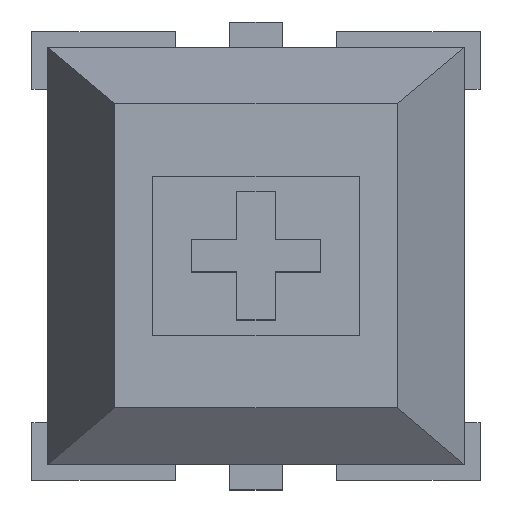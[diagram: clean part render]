
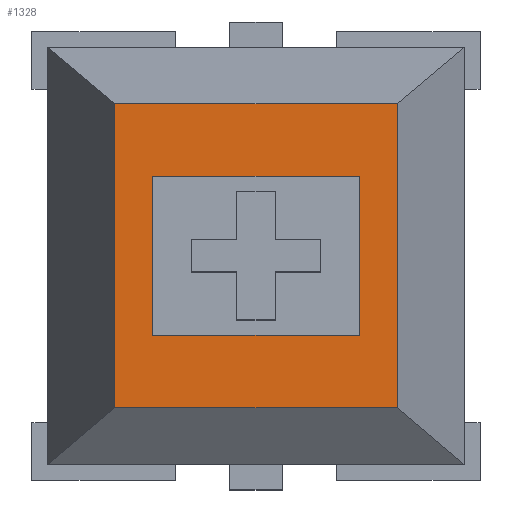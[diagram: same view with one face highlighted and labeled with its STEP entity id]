
A CAD part, top view. The second image highlights one B-rep face of the part: STEP entity #1328.
In plain terms, the highlighted planar face has unit normal (0, 0, 1).
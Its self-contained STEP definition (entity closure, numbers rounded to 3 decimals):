
#1237 = VERTEX_POINT('',#1238);
#1238 = CARTESIAN_POINT('',(-4.935,5.335,10.975));
#1244 = EDGE_CURVE('',#1245,#1237,#1247,.T.);
#1245 = VERTEX_POINT('',#1246);
#1246 = CARTESIAN_POINT('',(4.935,5.335,10.975));
#1247 = LINE('',#1248,#1249);
#1248 = CARTESIAN_POINT('',(-4.935,5.335,10.975));
#1249 = VECTOR('',#1250,1.);
#1250 = DIRECTION('',(-1.,0.,0.));
#1268 = EDGE_CURVE('',#1269,#1245,#1271,.T.);
#1269 = VERTEX_POINT('',#1270);
#1270 = CARTESIAN_POINT('',(4.935,-5.285,10.975));
#1271 = LINE('',#1272,#1273);
#1272 = CARTESIAN_POINT('',(4.935,-5.285,10.975));
#1273 = VECTOR('',#1274,1.);
#1274 = DIRECTION('',(0.,1.,0.));
#1292 = VERTEX_POINT('',#1293);
#1293 = CARTESIAN_POINT('',(-4.935,-5.285,10.975));
#1299 = EDGE_CURVE('',#1237,#1292,#1300,.T.);
#1300 = LINE('',#1301,#1302);
#1301 = CARTESIAN_POINT('',(-4.935,-5.285,10.975));
#1302 = VECTOR('',#1303,1.);
#1303 = DIRECTION('',(0.,-1.,0.));
#1316 = EDGE_CURVE('',#1292,#1269,#1317,.T.);
#1317 = LINE('',#1318,#1319);
#1318 = CARTESIAN_POINT('',(-4.935,-5.285,10.975));
#1319 = VECTOR('',#1320,1.);
#1320 = DIRECTION('',(1.,0.,0.));
#1328 = ADVANCED_FACE('',(#1329,#1335),#1369,.F.);
#1329 = FACE_BOUND('',#1330,.T.);
#1330 = EDGE_LOOP('',(#1331,#1332,#1333,#1334));
#1331 = ORIENTED_EDGE('',*,*,#1316,.T.);
#1332 = ORIENTED_EDGE('',*,*,#1268,.T.);
#1333 = ORIENTED_EDGE('',*,*,#1244,.T.);
#1334 = ORIENTED_EDGE('',*,*,#1299,.T.);
#1335 = FACE_BOUND('',#1336,.T.);
#1336 = EDGE_LOOP('',(#1337,#1347,#1355,#1363));
#1337 = ORIENTED_EDGE('',*,*,#1338,.T.);
#1338 = EDGE_CURVE('',#1339,#1341,#1343,.T.);
#1339 = VERTEX_POINT('',#1340);
#1340 = CARTESIAN_POINT('',(3.6,2.805,10.975));
#1341 = VERTEX_POINT('',#1342);
#1342 = CARTESIAN_POINT('',(3.6,-2.755,10.975));
#1343 = LINE('',#1344,#1345);
#1344 = CARTESIAN_POINT('',(3.6,2.805,10.975));
#1345 = VECTOR('',#1346,1.);
#1346 = DIRECTION('',(0.,-1.,0.));
#1347 = ORIENTED_EDGE('',*,*,#1348,.T.);
#1348 = EDGE_CURVE('',#1341,#1349,#1351,.T.);
#1349 = VERTEX_POINT('',#1350);
#1350 = CARTESIAN_POINT('',(-3.6,-2.755,10.975));
#1351 = LINE('',#1352,#1353);
#1352 = CARTESIAN_POINT('',(-3.6,-2.755,10.975));
#1353 = VECTOR('',#1354,1.);
#1354 = DIRECTION('',(-1.,0.,0.));
#1355 = ORIENTED_EDGE('',*,*,#1356,.T.);
#1356 = EDGE_CURVE('',#1349,#1357,#1359,.T.);
#1357 = VERTEX_POINT('',#1358);
#1358 = CARTESIAN_POINT('',(-3.6,2.805,10.975));
#1359 = LINE('',#1360,#1361);
#1360 = CARTESIAN_POINT('',(-3.6,2.805,10.975));
#1361 = VECTOR('',#1362,1.);
#1362 = DIRECTION('',(0.,1.,0.));
#1363 = ORIENTED_EDGE('',*,*,#1364,.T.);
#1364 = EDGE_CURVE('',#1357,#1339,#1365,.T.);
#1365 = LINE('',#1366,#1367);
#1366 = CARTESIAN_POINT('',(-3.6,2.805,10.975));
#1367 = VECTOR('',#1368,1.);
#1368 = DIRECTION('',(1.,0.,0.));
#1369 = PLANE('',#1370);
#1370 = AXIS2_PLACEMENT_3D('',#1371,#1372,#1373);
#1371 = CARTESIAN_POINT('',(0.,0.025,
    10.975));
#1372 = DIRECTION('',(0.,0.,-1.));
#1373 = DIRECTION('',(0.,-1.,0.));
